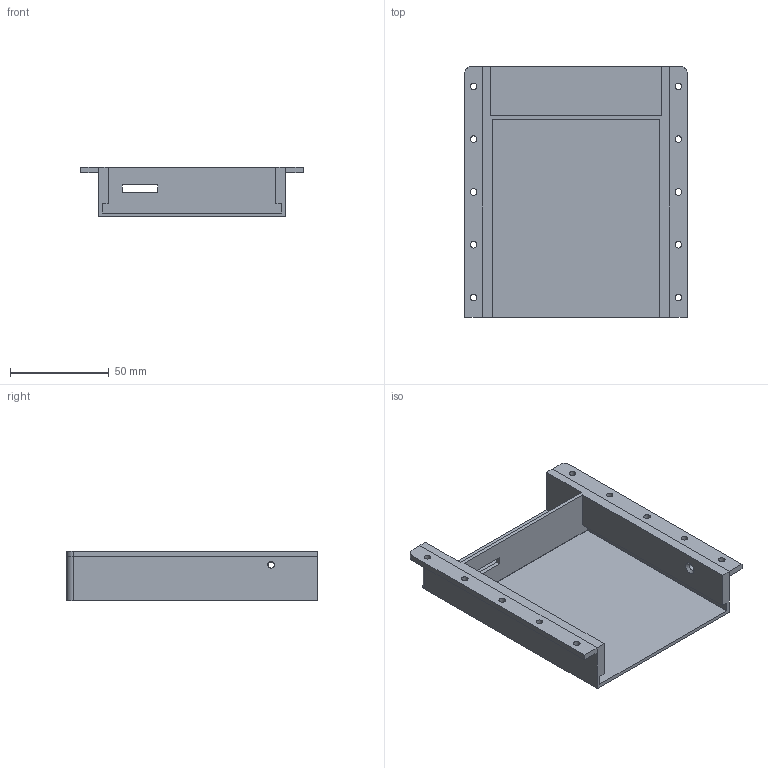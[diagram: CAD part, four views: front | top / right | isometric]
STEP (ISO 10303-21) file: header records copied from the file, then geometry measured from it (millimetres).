
FILE_DESCRIPTION(('FreeCAD Model'),'2;1');
FILE_NAME('Open CASCADE Shape Model','2024-11-01T12:09:19',(''),(''), 'Open CASCADE STEP processor 7.6','FreeCAD','Unknown');
FILE_SCHEMA(('AUTOMOTIVE_DESIGN { 1 0 10303 214 1 1 1 1 }'));
Length unit declared in the file: millimetre
Products named in the file (1): sleeve enclosure v2
Bounding box: 112.8 x 127 x 25.3 mm (x, y, z)
Volume: 58192.5 mm3; surface area: 47106.5 mm2
Topology: 1 solids, 1 shells, 56 faces, 153 edges, 99 vertices
Faces by surface type: plane 38, cylinder 16, cone 2
Full cylindrical faces by diameter (mm): 3.3 x11, 3.5 x1
Entity records: 1833 total; most frequent: CARTESIAN_POINT 309, ORIENTED_EDGE 306, DIRECTION 301, EDGE_CURVE 153, LINE 119, VECTOR 119, VERTEX_POINT 99, AXIS2_PLACEMENT_3D 91
